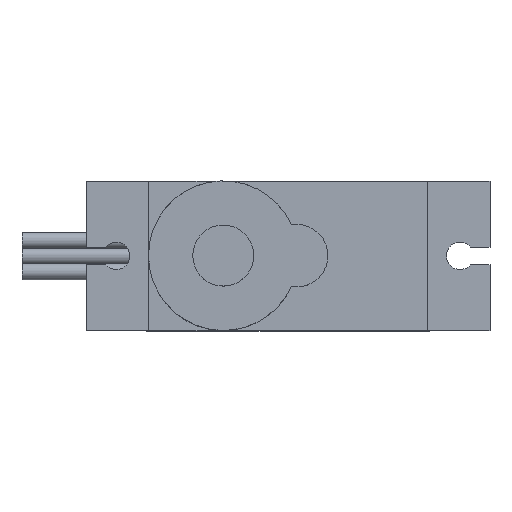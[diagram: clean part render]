
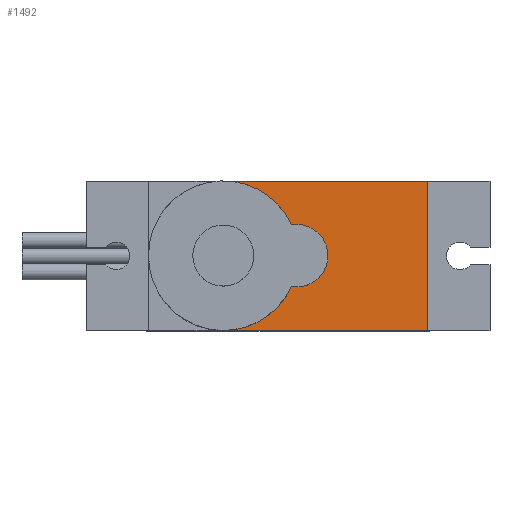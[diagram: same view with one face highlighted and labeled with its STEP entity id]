
A CAD part, top view. The second image highlights one B-rep face of the part: STEP entity #1492.
In plain terms, the highlighted planar face has unit normal (0, 0, 1).
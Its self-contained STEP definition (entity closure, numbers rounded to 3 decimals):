
#95 = PLANE('',#96);
#96 = AXIS2_PLACEMENT_3D('',#97,#98,#99);
#97 = CARTESIAN_POINT('',(0.,6.,-3.051));
#98 = DIRECTION('',(0.,1.,0.));
#99 = DIRECTION('',(0.,0.,1.));
#231 = PLANE('',#232);
#232 = AXIS2_PLACEMENT_3D('',#233,#234,#235);
#233 = CARTESIAN_POINT('',(0.,-6.,-3.051));
#234 = DIRECTION('',(-0.,-1.,-0.));
#235 = DIRECTION('',(0.,0.,-1.));
#445 = PLANE('',#446);
#446 = AXIS2_PLACEMENT_3D('',#447,#448,#449);
#447 = CARTESIAN_POINT('',(11.2,6.,5.4));
#448 = DIRECTION('',(1.,0.,0.));
#449 = DIRECTION('',(0.,-1.,0.));
#644 = VERTEX_POINT('',#645);
#645 = CARTESIAN_POINT('',(-5.2,6.,7.));
#671 = EDGE_CURVE('',#644,#672,#674,.T.);
#672 = VERTEX_POINT('',#673);
#673 = CARTESIAN_POINT('',(11.2,6.,7.));
#674 = SURFACE_CURVE('',#675,(#679,#686),.PCURVE_S1.);
#675 = LINE('',#676,#677);
#676 = CARTESIAN_POINT('',(-11.2,6.,7.));
#677 = VECTOR('',#678,1.);
#678 = DIRECTION('',(1.,0.,0.));
#679 = PCURVE('',#95,#680);
#680 = DEFINITIONAL_REPRESENTATION('',(#681),#685);
#681 = LINE('',#682,#683);
#682 = CARTESIAN_POINT('',(10.051,-11.2));
#683 = VECTOR('',#684,1.);
#684 = DIRECTION('',(0.,1.));
#685 = ( GEOMETRIC_REPRESENTATION_CONTEXT(2) 
PARAMETRIC_REPRESENTATION_CONTEXT() REPRESENTATION_CONTEXT('2D SPACE',''
  ) );
#686 = PCURVE('',#687,#692);
#687 = PLANE('',#688);
#688 = AXIS2_PLACEMENT_3D('',#689,#690,#691);
#689 = CARTESIAN_POINT('',(0.,0.,7.));
#690 = DIRECTION('',(0.,0.,1.));
#691 = DIRECTION('',(1.,0.,0.));
#692 = DEFINITIONAL_REPRESENTATION('',(#693),#697);
#693 = LINE('',#694,#695);
#694 = CARTESIAN_POINT('',(-11.2,6.));
#695 = VECTOR('',#696,1.);
#696 = DIRECTION('',(1.,0.));
#697 = ( GEOMETRIC_REPRESENTATION_CONTEXT(2) 
PARAMETRIC_REPRESENTATION_CONTEXT() REPRESENTATION_CONTEXT('2D SPACE',''
  ) );
#915 = VERTEX_POINT('',#916);
#916 = CARTESIAN_POINT('',(11.2,-6.,7.));
#937 = EDGE_CURVE('',#915,#938,#940,.T.);
#938 = VERTEX_POINT('',#939);
#939 = CARTESIAN_POINT('',(-5.2,-6.,7.));
#940 = SURFACE_CURVE('',#941,(#945,#952),.PCURVE_S1.);
#941 = LINE('',#942,#943);
#942 = CARTESIAN_POINT('',(11.2,-6.,7.));
#943 = VECTOR('',#944,1.);
#944 = DIRECTION('',(-1.,0.,0.));
#945 = PCURVE('',#231,#946);
#946 = DEFINITIONAL_REPRESENTATION('',(#947),#951);
#947 = LINE('',#948,#949);
#948 = CARTESIAN_POINT('',(-10.051,11.2));
#949 = VECTOR('',#950,1.);
#950 = DIRECTION('',(0.,-1.));
#951 = ( GEOMETRIC_REPRESENTATION_CONTEXT(2) 
PARAMETRIC_REPRESENTATION_CONTEXT() REPRESENTATION_CONTEXT('2D SPACE',''
  ) );
#952 = PCURVE('',#687,#953);
#953 = DEFINITIONAL_REPRESENTATION('',(#954),#958);
#954 = LINE('',#955,#956);
#955 = CARTESIAN_POINT('',(11.2,-6.));
#956 = VECTOR('',#957,1.);
#957 = DIRECTION('',(-1.,0.));
#958 = ( GEOMETRIC_REPRESENTATION_CONTEXT(2) 
PARAMETRIC_REPRESENTATION_CONTEXT() REPRESENTATION_CONTEXT('2D SPACE',''
  ) );
#1184 = EDGE_CURVE('',#672,#915,#1185,.T.);
#1185 = SURFACE_CURVE('',#1186,(#1190,#1197),.PCURVE_S1.);
#1186 = LINE('',#1187,#1188);
#1187 = CARTESIAN_POINT('',(11.2,6.,7.));
#1188 = VECTOR('',#1189,1.);
#1189 = DIRECTION('',(0.,-1.,0.));
#1190 = PCURVE('',#445,#1191);
#1191 = DEFINITIONAL_REPRESENTATION('',(#1192),#1196);
#1192 = LINE('',#1193,#1194);
#1193 = CARTESIAN_POINT('',(0.,-1.6));
#1194 = VECTOR('',#1195,1.);
#1195 = DIRECTION('',(1.,0.));
#1196 = ( GEOMETRIC_REPRESENTATION_CONTEXT(2) 
PARAMETRIC_REPRESENTATION_CONTEXT() REPRESENTATION_CONTEXT('2D SPACE',''
  ) );
#1197 = PCURVE('',#687,#1198);
#1198 = DEFINITIONAL_REPRESENTATION('',(#1199),#1203);
#1199 = LINE('',#1200,#1201);
#1200 = CARTESIAN_POINT('',(11.2,6.));
#1201 = VECTOR('',#1202,1.);
#1202 = DIRECTION('',(0.,-1.));
#1203 = ( GEOMETRIC_REPRESENTATION_CONTEXT(2) 
PARAMETRIC_REPRESENTATION_CONTEXT() REPRESENTATION_CONTEXT('2D SPACE',''
  ) );
#1481 = CYLINDRICAL_SURFACE('',#1482,6.);
#1482 = AXIS2_PLACEMENT_3D('',#1483,#1484,#1485);
#1483 = CARTESIAN_POINT('',(-5.2,0.,7.));
#1484 = DIRECTION('',(-0.,-0.,-1.));
#1485 = DIRECTION('',(1.,0.,0.));
#1492 = ADVANCED_FACE('',(#1493),#687,.T.);
#1493 = FACE_BOUND('',#1494,.T.);
#1494 = EDGE_LOOP('',(#1495,#1496,#1520,#1549,#1571,#1572));
#1495 = ORIENTED_EDGE('',*,*,#671,.F.);
#1496 = ORIENTED_EDGE('',*,*,#1497,.F.);
#1497 = EDGE_CURVE('',#1498,#644,#1500,.T.);
#1498 = VERTEX_POINT('',#1499);
#1499 = CARTESIAN_POINT('',(0.271,2.463,7.));
#1500 = SURFACE_CURVE('',#1501,(#1506,#1513),.PCURVE_S1.);
#1501 = CIRCLE('',#1502,6.);
#1502 = AXIS2_PLACEMENT_3D('',#1503,#1504,#1505);
#1503 = CARTESIAN_POINT('',(-5.2,0.,7.));
#1504 = DIRECTION('',(0.,0.,1.));
#1505 = DIRECTION('',(1.,0.,0.));
#1506 = PCURVE('',#687,#1507);
#1507 = DEFINITIONAL_REPRESENTATION('',(#1508),#1512);
#1508 = CIRCLE('',#1509,6.);
#1509 = AXIS2_PLACEMENT_2D('',#1510,#1511);
#1510 = CARTESIAN_POINT('',(-5.2,0.));
#1511 = DIRECTION('',(1.,0.));
#1512 = ( GEOMETRIC_REPRESENTATION_CONTEXT(2) 
PARAMETRIC_REPRESENTATION_CONTEXT() REPRESENTATION_CONTEXT('2D SPACE',''
  ) );
#1513 = PCURVE('',#1481,#1514);
#1514 = DEFINITIONAL_REPRESENTATION('',(#1515),#1519);
#1515 = LINE('',#1516,#1517);
#1516 = CARTESIAN_POINT('',(-0.,0.));
#1517 = VECTOR('',#1518,1.);
#1518 = DIRECTION('',(-1.,0.));
#1519 = ( GEOMETRIC_REPRESENTATION_CONTEXT(2) 
PARAMETRIC_REPRESENTATION_CONTEXT() REPRESENTATION_CONTEXT('2D SPACE',''
  ) );
#1520 = ORIENTED_EDGE('',*,*,#1521,.F.);
#1521 = EDGE_CURVE('',#1522,#1498,#1524,.T.);
#1522 = VERTEX_POINT('',#1523);
#1523 = CARTESIAN_POINT('',(0.271,-2.463,7.));
#1524 = SURFACE_CURVE('',#1525,(#1530,#1537),.PCURVE_S1.);
#1525 = CIRCLE('',#1526,2.5);
#1526 = AXIS2_PLACEMENT_3D('',#1527,#1528,#1529);
#1527 = CARTESIAN_POINT('',(0.7,0.,7.));
#1528 = DIRECTION('',(0.,0.,1.));
#1529 = DIRECTION('',(1.,0.,0.));
#1530 = PCURVE('',#687,#1531);
#1531 = DEFINITIONAL_REPRESENTATION('',(#1532),#1536);
#1532 = CIRCLE('',#1533,2.5);
#1533 = AXIS2_PLACEMENT_2D('',#1534,#1535);
#1534 = CARTESIAN_POINT('',(0.7,0.));
#1535 = DIRECTION('',(1.,0.));
#1536 = ( GEOMETRIC_REPRESENTATION_CONTEXT(2) 
PARAMETRIC_REPRESENTATION_CONTEXT() REPRESENTATION_CONTEXT('2D SPACE',''
  ) );
#1537 = PCURVE('',#1538,#1543);
#1538 = CYLINDRICAL_SURFACE('',#1539,2.5);
#1539 = AXIS2_PLACEMENT_3D('',#1540,#1541,#1542);
#1540 = CARTESIAN_POINT('',(0.7,0.,7.));
#1541 = DIRECTION('',(-0.,-0.,-1.));
#1542 = DIRECTION('',(1.,0.,0.));
#1543 = DEFINITIONAL_REPRESENTATION('',(#1544),#1548);
#1544 = LINE('',#1545,#1546);
#1545 = CARTESIAN_POINT('',(-0.,0.));
#1546 = VECTOR('',#1547,1.);
#1547 = DIRECTION('',(-1.,0.));
#1548 = ( GEOMETRIC_REPRESENTATION_CONTEXT(2) 
PARAMETRIC_REPRESENTATION_CONTEXT() REPRESENTATION_CONTEXT('2D SPACE',''
  ) );
#1549 = ORIENTED_EDGE('',*,*,#1550,.F.);
#1550 = EDGE_CURVE('',#938,#1522,#1551,.T.);
#1551 = SURFACE_CURVE('',#1552,(#1557,#1564),.PCURVE_S1.);
#1552 = CIRCLE('',#1553,6.);
#1553 = AXIS2_PLACEMENT_3D('',#1554,#1555,#1556);
#1554 = CARTESIAN_POINT('',(-5.2,0.,7.));
#1555 = DIRECTION('',(0.,0.,1.));
#1556 = DIRECTION('',(1.,0.,0.));
#1557 = PCURVE('',#687,#1558);
#1558 = DEFINITIONAL_REPRESENTATION('',(#1559),#1563);
#1559 = CIRCLE('',#1560,6.);
#1560 = AXIS2_PLACEMENT_2D('',#1561,#1562);
#1561 = CARTESIAN_POINT('',(-5.2,0.));
#1562 = DIRECTION('',(1.,0.));
#1563 = ( GEOMETRIC_REPRESENTATION_CONTEXT(2) 
PARAMETRIC_REPRESENTATION_CONTEXT() REPRESENTATION_CONTEXT('2D SPACE',''
  ) );
#1564 = PCURVE('',#1481,#1565);
#1565 = DEFINITIONAL_REPRESENTATION('',(#1566),#1570);
#1566 = LINE('',#1567,#1568);
#1567 = CARTESIAN_POINT('',(-0.,0.));
#1568 = VECTOR('',#1569,1.);
#1569 = DIRECTION('',(-1.,0.));
#1570 = ( GEOMETRIC_REPRESENTATION_CONTEXT(2) 
PARAMETRIC_REPRESENTATION_CONTEXT() REPRESENTATION_CONTEXT('2D SPACE',''
  ) );
#1571 = ORIENTED_EDGE('',*,*,#937,.F.);
#1572 = ORIENTED_EDGE('',*,*,#1184,.F.);
